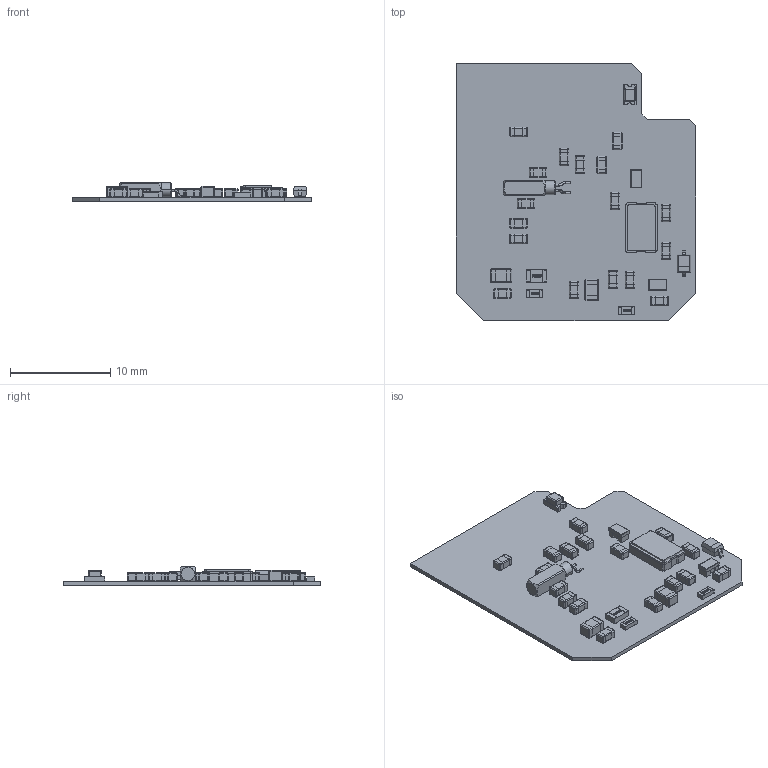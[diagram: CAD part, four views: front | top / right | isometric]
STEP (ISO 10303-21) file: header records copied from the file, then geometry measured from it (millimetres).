
FILE_DESCRIPTION(('Open CASCADE Model'),'2;1');
FILE_NAME('Open CASCADE Shape Model','2018-09-05T16:36:05',('Author'),( 'Open CASCADE'),'Open CASCADE STEP processor 6.8','Open CASCADE 6.8' ,'Unknown');
FILE_SCHEMA(('AUTOMOTIVE_DESIGN { 1 0 10303 214 1 1 1 1 }'));
Length unit declared in the file: millimetre
Products named in the file (39): PCB; Board; L7; L_SLF_0603; VD2; SOD-323; VD1; Led_0805-Red; R2; SMD_R-0603; R1; QR2; XTAL_TXC_7A; QR1; XTAL_MICRO-CRYSTAL_MS3V-T1R; L2; R-0805; L1; C19; CAPC1608X85N; C18; C17; C16; C15; C14; C13; C12; C11; C10; C9; C8; C7; CAPC2012X110N; C6; C5; C4; C3; C2; C1
Assembly tree (57 placements, depth 3):
  PCB
    Board
    L7
      L_SLF_0603
    VD2
      SOD-323
    VD1
      Led_0805-Red
    R2
      SMD_R-0603
    R1
      SMD_R-0603
    QR2
      XTAL_TXC_7A
    QR1
      XTAL_MICRO-CRYSTAL_MS3V-T1R
    L2
      R-0805
    L1
      L_SLF_0603
    C19
      CAPC1608X85N
    C18
      CAPC1608X85N
    C17
      CAPC1608X85N
    C16
      CAPC1608X85N
    C15
      CAPC1608X85N
    C14
      CAPC1608X85N
    C13
      CAPC1608X85N
    C12
      CAPC1608X85N
    C11
      CAPC1608X85N
    C10
      CAPC1608X85N
    C9
      CAPC1608X85N
    C8
      CAPC1608X85N
    C7
      CAPC2012X110N
    C6
      CAPC2012X110N
    C5
      CAPC1608X85N
    C4
      CAPC1608X85N
    C3
      CAPC1608X85N
    C2
      CAPC1608X85N
    C1
      CAPC1608X85N
Bounding box: 23.94 x 25.73 x 1.89 mm (x, y, z)
Volume: 309 mm3; surface area: 1657.2 mm2
Topology: 86 solids, 86 shells, 1503 faces, 3554 edges, 2078 vertices
Faces by surface type: plane 686, cylinder 470, sphere 172, bspline 161, torus 10, cone 4
Entity records: 24322 total; most frequent: CARTESIAN_POINT 9152, ORIENTED_EDGE 2770, DIRECTION 2440, EDGE_CURVE 1385, LINE 900, VECTOR 900, VERTEX_POINT 892, AXIS2_PLACEMENT_3D 770
